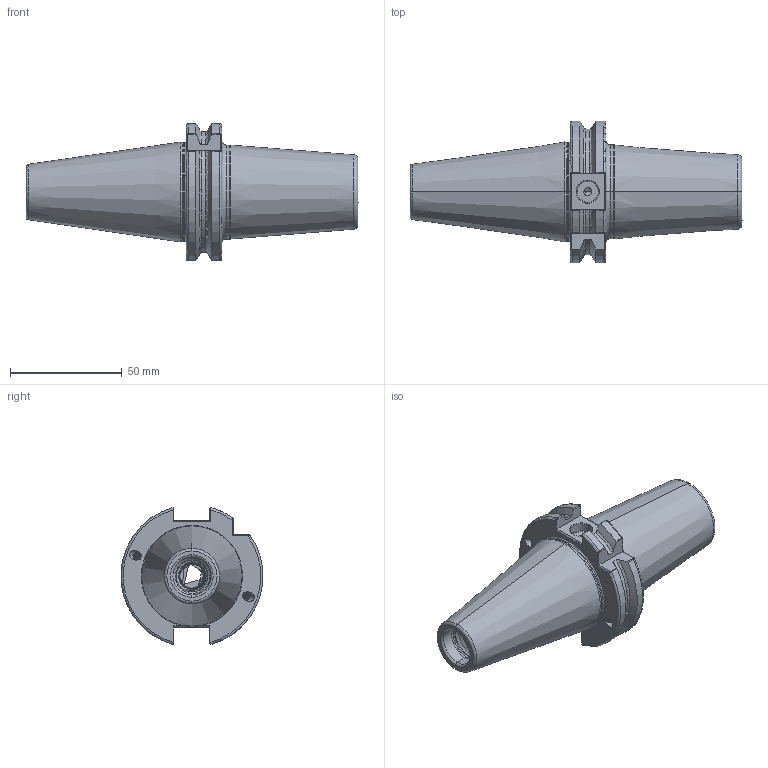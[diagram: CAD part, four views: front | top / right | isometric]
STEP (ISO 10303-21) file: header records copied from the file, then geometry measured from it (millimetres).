
FILE_DESCRIPTION (( 'STEP AP203' ), '1' );
FILE_NAME ('403.70.18.K.STEP', '2016-11-15T06:17:46', ( '' ), ( '' ), 'SwSTEP 2.0', 'SolidWorks 2012', '' );
FILE_SCHEMA (( 'CONFIG_CONTROL_DESIGN' ));
Length unit declared in the file: millimetre
Products named in the file (1): 403.70.18.K
Bounding box: 148.4 x 63.39 x 61.24 mm (x, y, z)
Volume: 151890.9 mm3; surface area: 34004.7 mm2
Topology: 1 solids, 1 shells, 334 faces, 935 edges, 589 vertices
Faces by surface type: cylinder 184, cone 49, plane 46, torus 34, bspline 21
Entity records: 20840 total; most frequent: CARTESIAN_POINT 13376, ORIENTED_EDGE 1842, DIRECTION 1257, EDGE_CURVE 921, VERTEX_POINT 589, AXIS2_PLACEMENT_3D 483, EDGE_LOOP 348, ADVANCED_FACE 334
